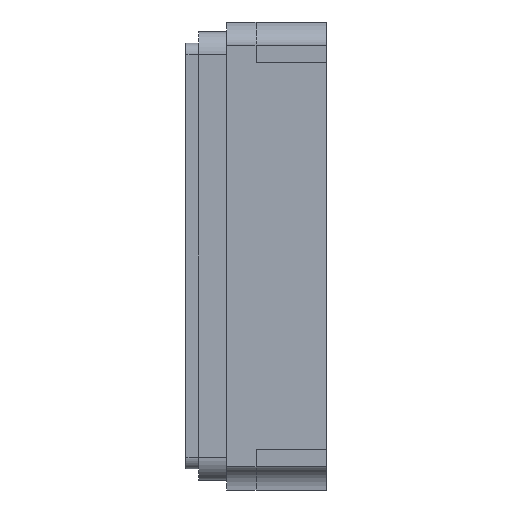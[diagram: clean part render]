
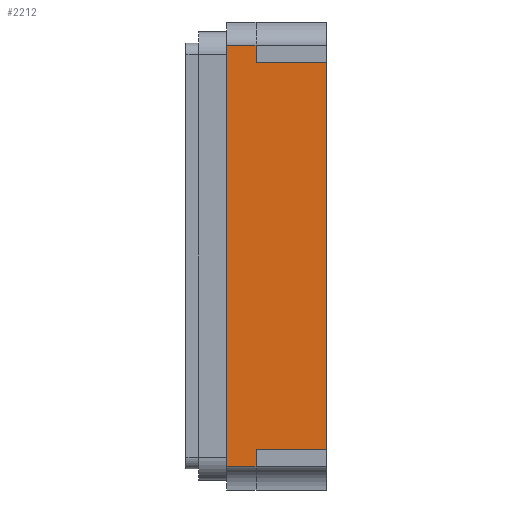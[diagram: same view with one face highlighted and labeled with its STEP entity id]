
A CAD part, left-side view. The second image highlights one B-rep face of the part: STEP entity #2212.
In plain terms, the highlighted planar face has unit normal (-1, 0, 0).
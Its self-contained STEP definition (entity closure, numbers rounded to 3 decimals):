
#21 = ORIENTED_EDGE ( 'NONE', *, *, #680, .F. ) ;
#30 = LINE ( 'NONE', #1871, #1817 ) ;
#114 = CARTESIAN_POINT ( 'NONE',  ( -1.25, 0.425, 0. ) ) ;
#151 = CARTESIAN_POINT ( 'NONE',  ( -1.25, 0.425, 0.9 ) ) ;
#188 = ORIENTED_EDGE ( 'NONE', *, *, #1583, .F. ) ;
#251 = LINE ( 'NONE', #1004, #322 ) ;
#316 = ORIENTED_EDGE ( 'NONE', *, *, #3054, .F. ) ;
#322 = VECTOR ( 'NONE', #1989, 1000. ) ;
#354 = VERTEX_POINT ( 'NONE', #886 ) ;
#364 = DIRECTION ( 'NONE',  ( 0., -1., 0. ) ) ;
#387 = LINE ( 'NONE', #1920, #1192 ) ;
#504 = VERTEX_POINT ( 'NONE', #2518 ) ;
#625 = VERTEX_POINT ( 'NONE', #755 ) ;
#643 = DIRECTION ( 'NONE',  ( 0., 0., 1. ) ) ;
#680 = EDGE_CURVE ( 'NONE', #354, #504, #916, .T. ) ;
#697 = CARTESIAN_POINT ( 'NONE',  ( -1.25, 0.3, -0.825 ) ) ;
#755 = CARTESIAN_POINT ( 'NONE',  ( -1.25, 0.3, -0.9 ) ) ;
#775 = EDGE_CURVE ( 'NONE', #2120, #2465, #387, .T. ) ;
#873 = VECTOR ( 'NONE', #3191, 1000. ) ;
#886 = CARTESIAN_POINT ( 'NONE',  ( -1.25, 0., 0.825 ) ) ;
#916 = LINE ( 'NONE', #1318, #3005 ) ;
#987 = VECTOR ( 'NONE', #1753, 1000. ) ;
#1004 = CARTESIAN_POINT ( 'NONE',  ( -1.25, 0.3, 0.825 ) ) ;
#1017 = LINE ( 'NONE', #114, #2196 ) ;
#1061 = CARTESIAN_POINT ( 'NONE',  ( -1.25, 0.3, -0.825 ) ) ;
#1089 = LINE ( 'NONE', #1061, #2309 ) ;
#1134 = PLANE ( 'NONE',  #2866 ) ;
#1192 = VECTOR ( 'NONE', #2417, 1000. ) ;
#1219 = LINE ( 'NONE', #2111, #873 ) ;
#1239 = CARTESIAN_POINT ( 'NONE',  ( -1.25, 0.3, 0.9 ) ) ;
#1250 = EDGE_LOOP ( 'NONE', ( #2261, #21, #316, #188, #3211, #2392, #2266, #2124 ) ) ;
#1318 = CARTESIAN_POINT ( 'NONE',  ( -1.25, 0., 0. ) ) ;
#1418 = FACE_OUTER_BOUND ( 'NONE', #1250, .T. ) ;
#1583 = EDGE_CURVE ( 'NONE', #2465, #2363, #30, .T. ) ;
#1641 = DIRECTION ( 'NONE',  ( -1., 0., 0. ) ) ;
#1655 = EDGE_CURVE ( 'NONE', #2080, #625, #1219, .T. ) ;
#1753 = DIRECTION ( 'NONE',  ( 0., 0., -1. ) ) ;
#1805 = VERTEX_POINT ( 'NONE', #2971 ) ;
#1817 = VECTOR ( 'NONE', #2626, 1000. ) ;
#1819 = EDGE_CURVE ( 'NONE', #1805, #625, #2203, .T. ) ;
#1871 = CARTESIAN_POINT ( 'NONE',  ( -1.25, 0.3, 0.825 ) ) ;
#1920 = CARTESIAN_POINT ( 'NONE',  ( -1.25, 0.425, 0.9 ) ) ;
#1989 = DIRECTION ( 'NONE',  ( 0., -1., 0. ) ) ;
#2080 = VERTEX_POINT ( 'NONE', #2099 ) ;
#2099 = CARTESIAN_POINT ( 'NONE',  ( -1.25, 0.425, -0.9 ) ) ;
#2107 = CARTESIAN_POINT ( 'NONE',  ( -1.25, 0.425, 0. ) ) ;
#2111 = CARTESIAN_POINT ( 'NONE',  ( -1.25, 0.425, -0.9 ) ) ;
#2120 = VERTEX_POINT ( 'NONE', #151 ) ;
#2124 = ORIENTED_EDGE ( 'NONE', *, *, #1819, .F. ) ;
#2196 = VECTOR ( 'NONE', #3072, 1000. ) ;
#2203 = LINE ( 'NONE', #697, #987 ) ;
#2212 = ADVANCED_FACE ( 'NONE', ( #1418 ), #1134, .T. ) ;
#2261 = ORIENTED_EDGE ( 'NONE', *, *, #3160, .T. ) ;
#2266 = ORIENTED_EDGE ( 'NONE', *, *, #1655, .T. ) ;
#2309 = VECTOR ( 'NONE', #364, 1000. ) ;
#2363 = VERTEX_POINT ( 'NONE', #2976 ) ;
#2392 = ORIENTED_EDGE ( 'NONE', *, *, #2724, .T. ) ;
#2417 = DIRECTION ( 'NONE',  ( 0., -1., 0. ) ) ;
#2465 = VERTEX_POINT ( 'NONE', #1239 ) ;
#2518 = CARTESIAN_POINT ( 'NONE',  ( -1.25, 0., -0.825 ) ) ;
#2626 = DIRECTION ( 'NONE',  ( 0., 0., -1. ) ) ;
#2724 = EDGE_CURVE ( 'NONE', #2120, #2080, #1017, .T. ) ;
#2866 = AXIS2_PLACEMENT_3D ( 'NONE', #2107, #1641, #643 ) ;
#2971 = CARTESIAN_POINT ( 'NONE',  ( -1.25, 0.3, -0.825 ) ) ;
#2976 = CARTESIAN_POINT ( 'NONE',  ( -1.25, 0.3, 0.825 ) ) ;
#3005 = VECTOR ( 'NONE', #3041, 1000. ) ;
#3041 = DIRECTION ( 'NONE',  ( 0., 0., -1. ) ) ;
#3054 = EDGE_CURVE ( 'NONE', #2363, #354, #251, .T. ) ;
#3072 = DIRECTION ( 'NONE',  ( 0., 0., -1. ) ) ;
#3160 = EDGE_CURVE ( 'NONE', #1805, #504, #1089, .T. ) ;
#3191 = DIRECTION ( 'NONE',  ( 0., -1., 0. ) ) ;
#3211 = ORIENTED_EDGE ( 'NONE', *, *, #775, .F. ) ;
